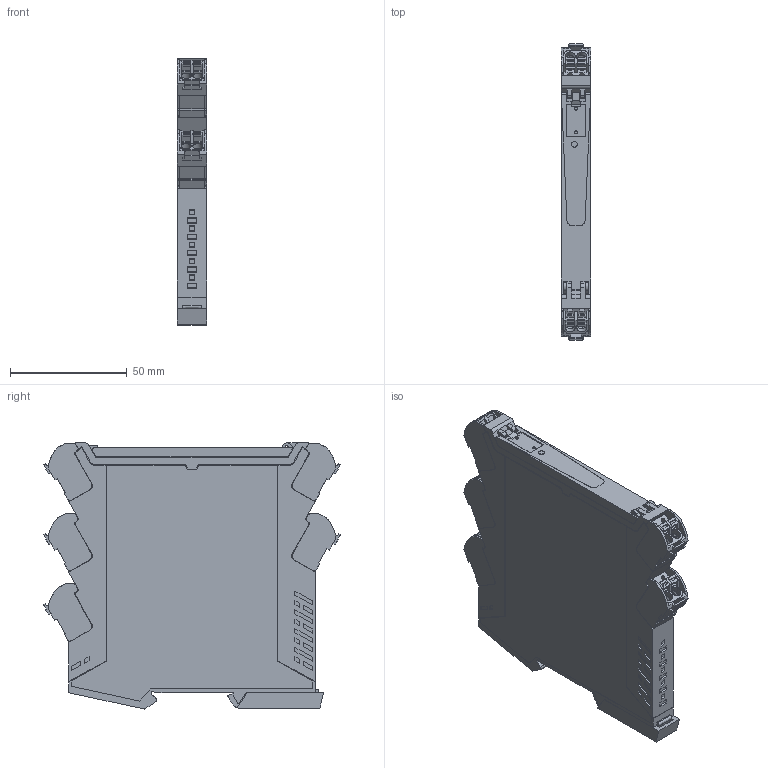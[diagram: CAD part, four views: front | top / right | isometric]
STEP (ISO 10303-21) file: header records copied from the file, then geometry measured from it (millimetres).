
FILE_DESCRIPTION(('CATIA V5 STEP Exchange','CAx-IF Rec.Pracs.--- Model Styling and Organization---1.4--- 2014-01-23'),'2;1');
FILE_NAME ('11063743_4', '2020-06-25T08:32:24+00:00', ('none'), ('Weidmueller'), 'CATIA Version 5-6 Release 2016 SP3 HF44', 'CATIA V5 STEP AP214', 'none');
FILE_SCHEMA(('AUTOMOTIVE_DESIGN { 1 0 10303 214 1 1 1 1 }'));
Products named in the file (1): S3D_ACT20P_CI_2CO_P
Bounding box: 12.5 x 127.19 x 114.02 mm (x, y, z)
Volume: 147571.1 mm3; surface area: 50518.4 mm2
Topology: 26 solids, 26 shells, 1659 faces, 5134 edges, 3581 vertices
Faces by surface type: plane 1260, cylinder 262, extrusion 58, cone 55, torus 20, sphere 4
Entity records: 58832 total; most frequent: CARTESIAN_POINT 13840, ORIENTED_EDGE 10264, DIRECTION 6929, EDGE_CURVE 5132, VECTOR 3783, LINE 3725, VERTEX_POINT 3581, AXIS2_PLACEMENT_3D 1926
